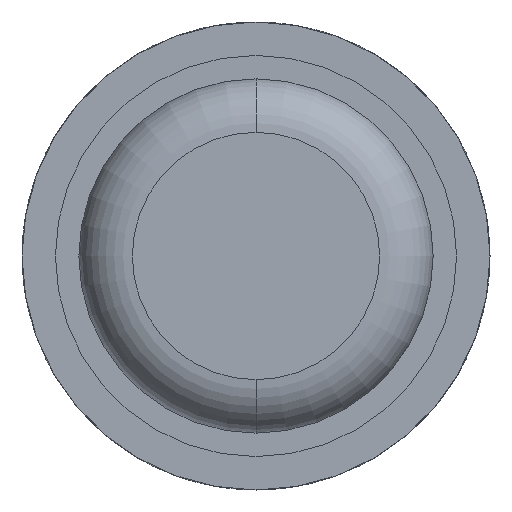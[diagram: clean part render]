
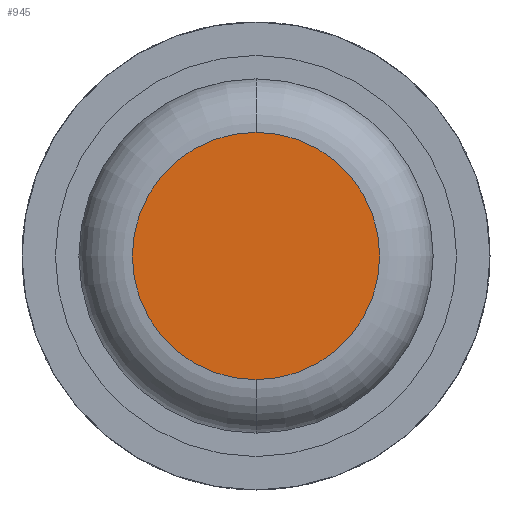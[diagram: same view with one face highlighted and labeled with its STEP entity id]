
A CAD part, front view. The second image highlights one B-rep face of the part: STEP entity #945.
In plain terms, the highlighted planar face has unit normal (0, -1, 0).
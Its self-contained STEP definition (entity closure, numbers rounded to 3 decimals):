
#233 = ORIENTED_EDGE ( 'NONE', *, *, #1339, .T. ) ;
#688 = DIRECTION ( 'NONE',  ( 0., -1., 0. ) ) ;
#805 = VERTEX_POINT ( 'NONE', #5271 ) ;
#945 = ADVANCED_FACE ( 'Defeature ausgef�hrt1_0', ( #1611 ), #3244, .T. ) ;
#1002 = CARTESIAN_POINT ( 'NONE',  ( 0., -10., 0. ) ) ;
#1270 = EDGE_CURVE ( 'Defeature ausgef�hrt1_0+Defeature ausgef�hrt1_8+Defeature ausgef�hrt1_8+Defeature ausgef�hrt1_8', #5138, #805, #1928, .T. ) ;
#1339 = EDGE_CURVE ( 'Defeature ausgef�hrt1_0+Defeature ausgef�hrt1_8+Defeature ausgef�hrt1_8+Defeature ausgef�hrt1_8', #805, #5138, #3641, .T. ) ;
#1353 = CARTESIAN_POINT ( 'NONE',  ( 0., -10., -0.925 ) ) ;
#1611 = FACE_OUTER_BOUND ( 'NONE', #4605, .T. ) ;
#1928 = CIRCLE ( 'NONE', #3427, 0.925 ) ;
#1956 = AXIS2_PLACEMENT_3D ( 'NONE', #1002, #4893, #3179 ) ;
#2186 = CARTESIAN_POINT ( 'NONE',  ( 0., -10., 0. ) ) ;
#2624 = DIRECTION ( 'NONE',  ( 0., -1., 0. ) ) ;
#2662 = AXIS2_PLACEMENT_3D ( 'NONE', #2864, #688, #4144 ) ;
#2864 = CARTESIAN_POINT ( 'NONE',  ( -1.325, -10., 0. ) ) ;
#3081 = DIRECTION ( 'NONE',  ( 0., 0., -1. ) ) ;
#3179 = DIRECTION ( 'NONE',  ( 0., 0., -1. ) ) ;
#3244 = PLANE ( 'NONE',  #2662 ) ;
#3427 = AXIS2_PLACEMENT_3D ( 'NONE', #2186, #2624, #3081 ) ;
#3641 = CIRCLE ( 'NONE', #1956, 0.925 ) ;
#4144 = DIRECTION ( 'NONE',  ( 0., 0., -1. ) ) ;
#4605 = EDGE_LOOP ( 'NONE', ( #4848, #233 ) ) ;
#4848 = ORIENTED_EDGE ( 'NONE', *, *, #1270, .T. ) ;
#4893 = DIRECTION ( 'NONE',  ( 0., -1., 0. ) ) ;
#5138 = VERTEX_POINT ( 'NONE', #1353 ) ;
#5271 = CARTESIAN_POINT ( 'NONE',  ( 0., -10., 0.925 ) ) ;
